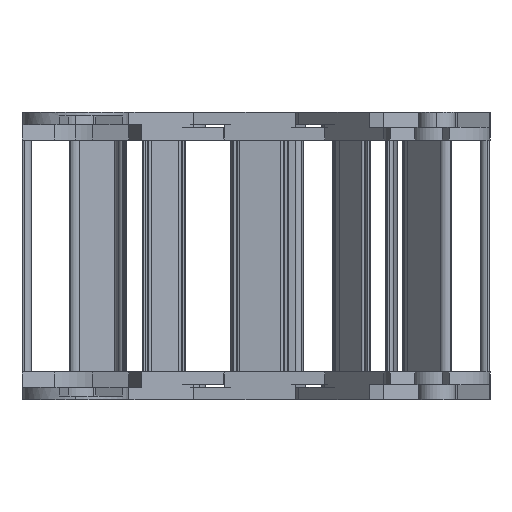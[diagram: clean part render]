
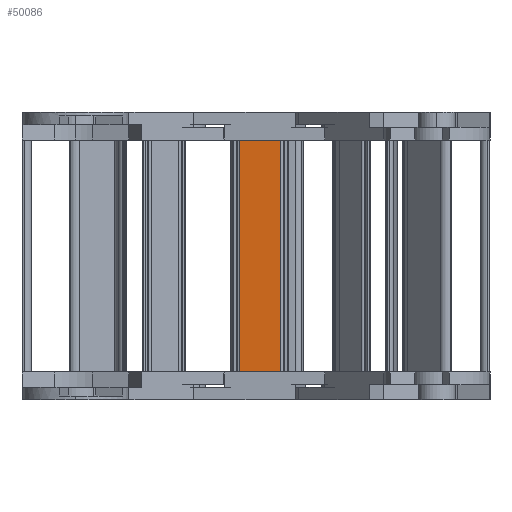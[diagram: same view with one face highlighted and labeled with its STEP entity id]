
A CAD part, left-side view. The second image highlights one B-rep face of the part: STEP entity #50086.
In plain terms, the highlighted planar face has unit normal (-0.998, 0.068, 0).
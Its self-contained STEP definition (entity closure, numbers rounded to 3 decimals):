
#2597 = VECTOR ( 'NONE', #54797, 1000. ) ;
#3060 = ORIENTED_EDGE ( 'NONE', *, *, #53724, .T. ) ;
#3355 = LINE ( 'NONE', #38801, #64365 ) ;
#11549 = VERTEX_POINT ( 'NONE', #59653 ) ;
#16003 = ORIENTED_EDGE ( 'NONE', *, *, #63813, .T. ) ;
#16219 = CARTESIAN_POINT ( 'NONE',  ( 10.643, -35.332, 0. ) ) ;
#16829 = DIRECTION ( 'NONE',  ( -0.068, -0.998, 0. ) ) ;
#19695 = PLANE ( 'NONE',  #29402 ) ;
#22419 = EDGE_CURVE ( 'NONE', #11549, #61012, #62400, .T. ) ;
#27901 = ORIENTED_EDGE ( 'NONE', *, *, #22419, .T. ) ;
#29402 = AXIS2_PLACEMENT_3D ( 'NONE', #48856, #36512, #30532 ) ;
#30532 = DIRECTION ( 'NONE',  ( 0., 0., -1. ) ) ;
#30543 = VECTOR ( 'NONE', #16829, 1000. ) ;
#31334 = VERTEX_POINT ( 'NONE', #43082 ) ;
#31803 = ORIENTED_EDGE ( 'NONE', *, *, #44594, .T. ) ;
#36512 = DIRECTION ( 'NONE',  ( -0.998, 0.068, 0. ) ) ;
#36837 = CARTESIAN_POINT ( 'NONE',  ( 10.643, -35.332, 0. ) ) ;
#38070 = DIRECTION ( 'NONE',  ( 0.068, 0.998, 0. ) ) ;
#38801 = CARTESIAN_POINT ( 'NONE',  ( 10.338, -39.822, 0. ) ) ;
#39009 = DIRECTION ( 'NONE',  ( 0., 0., -1. ) ) ;
#39669 = VERTEX_POINT ( 'NONE', #36837 ) ;
#40714 = VECTOR ( 'NONE', #39009, 1000. ) ;
#43082 = CARTESIAN_POINT ( 'NONE',  ( 10.033, -44.312, 0. ) ) ;
#44594 = EDGE_CURVE ( 'NONE', #39669, #11549, #67393, .T. ) ;
#47295 = CARTESIAN_POINT ( 'NONE',  ( 10.033, -44.312, -50. ) ) ;
#48856 = CARTESIAN_POINT ( 'NONE',  ( 10.643, -35.332, 0. ) ) ;
#49572 = LINE ( 'NONE', #60755, #2597 ) ;
#50086 = ADVANCED_FACE ( 'NONE', ( #54084 ), #19695, .T. ) ;
#53724 = EDGE_CURVE ( 'NONE', #31334, #39669, #3355, .T. ) ;
#54084 = FACE_OUTER_BOUND ( 'NONE', #66224, .T. ) ;
#54797 = DIRECTION ( 'NONE',  ( 0., 0., 1. ) ) ;
#59653 = CARTESIAN_POINT ( 'NONE',  ( 10.643, -35.332, -50. ) ) ;
#60755 = CARTESIAN_POINT ( 'NONE',  ( 10.033, -44.312, 0. ) ) ;
#61012 = VERTEX_POINT ( 'NONE', #47295 ) ;
#62400 = LINE ( 'NONE', #67282, #30543 ) ;
#63813 = EDGE_CURVE ( 'NONE', #61012, #31334, #49572, .T. ) ;
#64365 = VECTOR ( 'NONE', #38070, 1000. ) ;
#66224 = EDGE_LOOP ( 'NONE', ( #31803, #27901, #16003, #3060 ) ) ;
#67282 = CARTESIAN_POINT ( 'NONE',  ( 9.76, -48.34, -50. ) ) ;
#67393 = LINE ( 'NONE', #16219, #40714 ) ;
